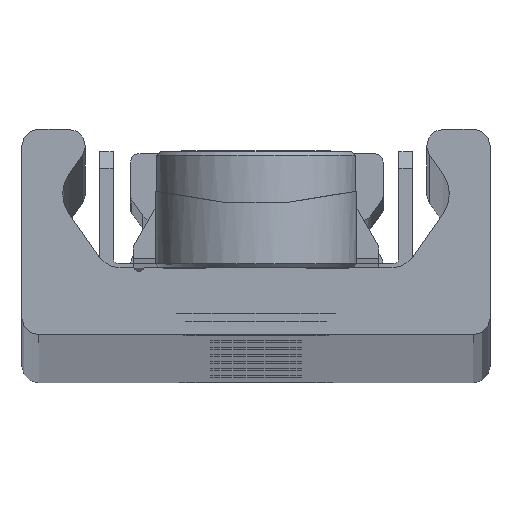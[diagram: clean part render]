
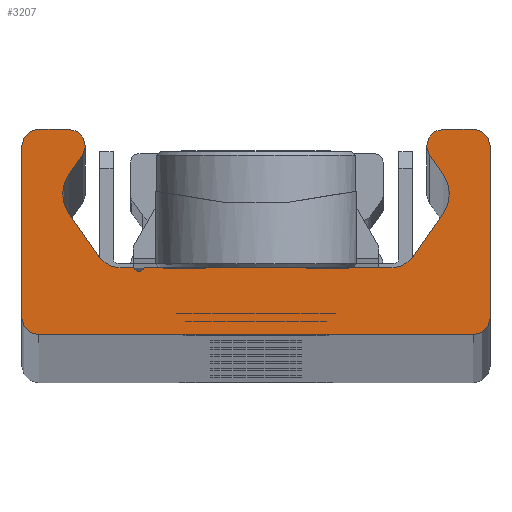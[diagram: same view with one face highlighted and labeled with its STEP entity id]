
A CAD part, top view. The second image highlights one B-rep face of the part: STEP entity #3207.
In plain terms, the highlighted planar face has unit normal (0, 0, 1).
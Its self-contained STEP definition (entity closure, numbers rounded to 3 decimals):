
#2241=CARTESIAN_POINT('',(-13.0,0.0,1650.0));
#2242=VERTEX_POINT('',#2241);
#2243=CARTESIAN_POINT('',(-14.,1.0,1650.0));
#2244=VERTEX_POINT('',#2243);
#2245=CARTESIAN_POINT('',(-13.0,1.0,1650.0));
#2246=DIRECTION('',(0.0,0.0,-1.0));
#2247=DIRECTION('',(-1.0,0.0,0.0));
#2248=AXIS2_PLACEMENT_3D('',#2245,#2246,#2247);
#2249=CIRCLE('',#2248,1.0);
#2250=EDGE_CURVE('',#2242,#2244,#2249,.T.);
#2283=CARTESIAN_POINT('',(-14.,11.3,1650.0));
#2284=VERTEX_POINT('',#2283);
#2285=CARTESIAN_POINT('',(-14.,1.0,1650.0));
#2286=DIRECTION('',(0.0,1.0,0.0));
#2287=VECTOR('',#2286,10.3);
#2288=LINE('',#2285,#2287);
#2289=EDGE_CURVE('',#2244,#2284,#2288,.T.);
#2314=CARTESIAN_POINT('',(-13.0,12.3,1650.0));
#2315=VERTEX_POINT('',#2314);
#2316=CARTESIAN_POINT('',(-13.0,11.3,1650.0));
#2317=DIRECTION('',(0.0,0.0,-1.0));
#2318=DIRECTION('',(0.0,1.0,0.0));
#2319=AXIS2_PLACEMENT_3D('',#2316,#2317,#2318);
#2320=CIRCLE('',#2319,1.0);
#2321=EDGE_CURVE('',#2284,#2315,#2320,.T.);
#2347=CARTESIAN_POINT('',(-11.214,12.3,1650.0));
#2348=VERTEX_POINT('',#2347);
#2349=CARTESIAN_POINT('',(-13.0,12.3,1650.0));
#2350=DIRECTION('',(1.0,0.0,0.0));
#2351=VECTOR('',#2350,1.786);
#2352=LINE('',#2349,#2351);
#2353=EDGE_CURVE('',#2315,#2348,#2352,.T.);
#2378=CARTESIAN_POINT('',(-10.395,10.726,1650.0));
#2379=VERTEX_POINT('',#2378);
#2380=CARTESIAN_POINT('',(-11.214,11.3,1650.0));
#2381=DIRECTION('',(0.0,0.0,-1.0));
#2382=DIRECTION('',(0.819,-0.574,0.0));
#2383=AXIS2_PLACEMENT_3D('',#2380,#2381,#2382);
#2384=CIRCLE('',#2383,1.0);
#2385=EDGE_CURVE('',#2348,#2379,#2384,.T.);
#2411=CARTESIAN_POINT('',(-11.206,9.567,1650.0));
#2412=VERTEX_POINT('',#2411);
#2413=CARTESIAN_POINT('',(-10.395,10.726,1650.0));
#2414=DIRECTION('',(-0.574,-0.819,0.0));
#2415=VECTOR('',#2414,1.415);
#2416=LINE('',#2413,#2415);
#2417=EDGE_CURVE('',#2379,#2412,#2416,.T.);
#2442=CARTESIAN_POINT('',(-11.206,7.273,1650.0));
#2443=VERTEX_POINT('',#2442);
#2444=CARTESIAN_POINT('',(-9.568,8.42,1650.0));
#2445=DIRECTION('',(0.0,0.0,1.0));
#2446=DIRECTION('',(0.819,-0.574,0.0));
#2447=AXIS2_PLACEMENT_3D('',#2444,#2445,#2446);
#2448=CIRCLE('',#2447,2.0);
#2449=EDGE_CURVE('',#2412,#2443,#2448,.T.);
#2475=CARTESIAN_POINT('',(-9.363,4.64,1650.0));
#2476=VERTEX_POINT('',#2475);
#2477=CARTESIAN_POINT('',(-11.206,7.273,1650.0));
#2478=DIRECTION('',(0.574,-0.819,0.0));
#2479=VECTOR('',#2478,3.215);
#2480=LINE('',#2477,#2479);
#2481=EDGE_CURVE('',#2443,#2476,#2480,.T.);
#2506=CARTESIAN_POINT('',(-8.134,4.0,1650.0));
#2507=VERTEX_POINT('',#2506);
#2508=CARTESIAN_POINT('',(-8.134,5.5,1650.0));
#2509=DIRECTION('',(0.0,0.0,1.0));
#2510=DIRECTION('',(0.819,0.574,0.0));
#2511=AXIS2_PLACEMENT_3D('',#2508,#2509,#2510);
#2512=CIRCLE('',#2511,1.5);
#2513=EDGE_CURVE('',#2476,#2507,#2512,.T.);
#2539=CARTESIAN_POINT('',(-7.335,4.,1650.0));
#2540=VERTEX_POINT('',#2539);
#2541=CARTESIAN_POINT('',(-8.134,4.0,1650.0));
#2542=DIRECTION('',(1.0,0.0,0.0));
#2543=VECTOR('',#2542,0.798);
#2544=LINE('',#2541,#2543);
#2545=EDGE_CURVE('',#2507,#2540,#2544,.T.);
#2570=CARTESIAN_POINT('',(-7.24,3.929,1650.0));
#2571=VERTEX_POINT('',#2570);
#2572=CARTESIAN_POINT('',(-7.335,3.9,1650.0));
#2573=DIRECTION('',(0.0,0.0,-1.));
#2574=DIRECTION('',(0.958,0.286,0.0));
#2575=AXIS2_PLACEMENT_3D('',#2572,#2573,#2574);
#2576=CIRCLE('',#2575,0.1);
#2577=EDGE_CURVE('',#2540,#2571,#2576,.T.);
#2603=CARTESIAN_POINT('',(-6.76,3.929,1650.0));
#2604=VERTEX_POINT('',#2603);
#2605=CARTESIAN_POINT('',(-7.,4.0,1650.0));
#2606=DIRECTION('',(0.0,0.0,1.));
#2607=DIRECTION('',(0.958,0.286,0.0));
#2608=AXIS2_PLACEMENT_3D('',#2605,#2606,#2607);
#2609=CIRCLE('',#2608,0.25);
#2610=EDGE_CURVE('',#2571,#2604,#2609,.T.);
#2636=CARTESIAN_POINT('',(-6.665,4.,1650.0));
#2637=VERTEX_POINT('',#2636);
#2638=CARTESIAN_POINT('',(-6.665,3.9,1650.0));
#2639=DIRECTION('',(0.0,0.0,-1.0));
#2640=DIRECTION('',(0.0,1.0,0.0));
#2641=AXIS2_PLACEMENT_3D('',#2638,#2639,#2640);
#2642=CIRCLE('',#2641,0.1);
#2643=EDGE_CURVE('',#2604,#2637,#2642,.T.);
#2669=CARTESIAN_POINT('',(8.134,4.,1650.0));
#2670=VERTEX_POINT('',#2669);
#2671=CARTESIAN_POINT('',(-6.665,4.,1650.0));
#2672=DIRECTION('',(1.0,0.0,0.0));
#2673=VECTOR('',#2672,14.798);
#2674=LINE('',#2671,#2673);
#2675=EDGE_CURVE('',#2637,#2670,#2674,.T.);
#2769=CARTESIAN_POINT('',(9.363,4.64,1650.0));
#2770=VERTEX_POINT('',#2769);
#2771=CARTESIAN_POINT('',(8.134,5.5,1650.0));
#2772=DIRECTION('',(0.0,0.0,1.0));
#2773=DIRECTION('',(0.0,1.0,0.0));
#2774=AXIS2_PLACEMENT_3D('',#2771,#2772,#2773);
#2775=CIRCLE('',#2774,1.5);
#2776=EDGE_CURVE('',#2670,#2770,#2775,.T.);
#2802=CARTESIAN_POINT('',(11.206,7.273,1650.0));
#2803=VERTEX_POINT('',#2802);
#2804=CARTESIAN_POINT('',(9.363,4.64,1650.0));
#2805=DIRECTION('',(0.574,0.819,0.0));
#2806=VECTOR('',#2805,3.215);
#2807=LINE('',#2804,#2806);
#2808=EDGE_CURVE('',#2770,#2803,#2807,.T.);
#2833=CARTESIAN_POINT('',(11.206,9.567,1650.0));
#2834=VERTEX_POINT('',#2833);
#2835=CARTESIAN_POINT('',(9.568,8.42,1650.0));
#2836=DIRECTION('',(0.0,0.0,1.));
#2837=DIRECTION('',(-0.819,0.574,0.0));
#2838=AXIS2_PLACEMENT_3D('',#2835,#2836,#2837);
#2839=CIRCLE('',#2838,2.0);
#2840=EDGE_CURVE('',#2803,#2834,#2839,.T.);
#2866=CARTESIAN_POINT('',(10.395,10.726,1650.0));
#2867=VERTEX_POINT('',#2866);
#2868=CARTESIAN_POINT('',(11.206,9.567,1650.0));
#2869=DIRECTION('',(-0.574,0.819,0.0));
#2870=VECTOR('',#2869,1.415);
#2871=LINE('',#2868,#2870);
#2872=EDGE_CURVE('',#2834,#2867,#2871,.T.);
#2897=CARTESIAN_POINT('',(11.214,12.3,1650.0));
#2898=VERTEX_POINT('',#2897);
#2899=CARTESIAN_POINT('',(11.214,11.3,1650.0));
#2900=DIRECTION('',(0.0,0.0,-1.0));
#2901=DIRECTION('',(0.0,1.0,0.0));
#2902=AXIS2_PLACEMENT_3D('',#2899,#2900,#2901);
#2903=CIRCLE('',#2902,1.0);
#2904=EDGE_CURVE('',#2867,#2898,#2903,.T.);
#2930=CARTESIAN_POINT('',(13.0,12.3,1650.0));
#2931=VERTEX_POINT('',#2930);
#2932=CARTESIAN_POINT('',(11.214,12.3,1650.0));
#2933=DIRECTION('',(1.0,0.0,0.0));
#2934=VECTOR('',#2933,1.786);
#2935=LINE('',#2932,#2934);
#2936=EDGE_CURVE('',#2898,#2931,#2935,.T.);
#2961=CARTESIAN_POINT('',(14.,11.3,1650.0));
#2962=VERTEX_POINT('',#2961);
#2963=CARTESIAN_POINT('',(13.0,11.3,1650.0));
#2964=DIRECTION('',(0.0,0.0,-1.0));
#2965=DIRECTION('',(1.0,0.0,0.0));
#2966=AXIS2_PLACEMENT_3D('',#2963,#2964,#2965);
#2967=CIRCLE('',#2966,1.0);
#2968=EDGE_CURVE('',#2931,#2962,#2967,.T.);
#2994=CARTESIAN_POINT('',(14.,1.0,1650.0));
#2995=VERTEX_POINT('',#2994);
#2996=CARTESIAN_POINT('',(14.,11.3,1650.0));
#2997=DIRECTION('',(0.0,-1.0,0.0));
#2998=VECTOR('',#2997,10.3);
#2999=LINE('',#2996,#2998);
#3000=EDGE_CURVE('',#2962,#2995,#2999,.T.);
#3025=CARTESIAN_POINT('',(13.0,0.0,1650.0));
#3026=VERTEX_POINT('',#3025);
#3027=CARTESIAN_POINT('',(13.0,1.0,1650.0));
#3028=DIRECTION('',(0.0,0.0,-1.0));
#3029=DIRECTION('',(0.0,-1.0,0.0));
#3030=AXIS2_PLACEMENT_3D('',#3027,#3028,#3029);
#3031=CIRCLE('',#3030,1.0);
#3032=EDGE_CURVE('',#2995,#3026,#3031,.T.);
#3058=CARTESIAN_POINT('',(13.0,0.0,1650.0));
#3059=DIRECTION('',(-1.0,0.0,0.0));
#3060=VECTOR('',#3059,26.0);
#3061=LINE('',#3058,#3060);
#3062=EDGE_CURVE('',#3026,#2242,#3061,.T.);
#3176=CARTESIAN_POINT('',(-0.017,4.731,1650.0));
#3177=DIRECTION('',(0.0,0.0,1.0));
#3178=DIRECTION('',(1.0,0.0,0.0));
#3179=AXIS2_PLACEMENT_3D('',#3176,#3177,#3178);
#3180=PLANE('',#3179);
#3181=ORIENTED_EDGE('',*,*,#2250,.F.);
#3182=ORIENTED_EDGE('',*,*,#3062,.F.);
#3183=ORIENTED_EDGE('',*,*,#3032,.F.);
#3184=ORIENTED_EDGE('',*,*,#3000,.F.);
#3185=ORIENTED_EDGE('',*,*,#2968,.F.);
#3186=ORIENTED_EDGE('',*,*,#2936,.F.);
#3187=ORIENTED_EDGE('',*,*,#2904,.F.);
#3188=ORIENTED_EDGE('',*,*,#2872,.F.);
#3189=ORIENTED_EDGE('',*,*,#2840,.F.);
#3190=ORIENTED_EDGE('',*,*,#2808,.F.);
#3191=ORIENTED_EDGE('',*,*,#2776,.F.);
#3192=ORIENTED_EDGE('',*,*,#2675,.F.);
#3193=ORIENTED_EDGE('',*,*,#2643,.F.);
#3194=ORIENTED_EDGE('',*,*,#2610,.F.);
#3195=ORIENTED_EDGE('',*,*,#2577,.F.);
#3196=ORIENTED_EDGE('',*,*,#2545,.F.);
#3197=ORIENTED_EDGE('',*,*,#2513,.F.);
#3198=ORIENTED_EDGE('',*,*,#2481,.F.);
#3199=ORIENTED_EDGE('',*,*,#2449,.F.);
#3200=ORIENTED_EDGE('',*,*,#2417,.F.);
#3201=ORIENTED_EDGE('',*,*,#2385,.F.);
#3202=ORIENTED_EDGE('',*,*,#2353,.F.);
#3203=ORIENTED_EDGE('',*,*,#2321,.F.);
#3204=ORIENTED_EDGE('',*,*,#2289,.F.);
#3205=EDGE_LOOP('',(#3181,#3182,#3183,#3184,#3185,#3186,#3187,#3188,#3189,#3190,#3191,#3192,#3193,#3194,#3195,#3196,#3197,#3198,#3199,#3200,#3201,#3202,#3203,#3204));
#3206=FACE_OUTER_BOUND('',#3205,.T.);
#3207=ADVANCED_FACE('',(#3206),#3180,.T.);
